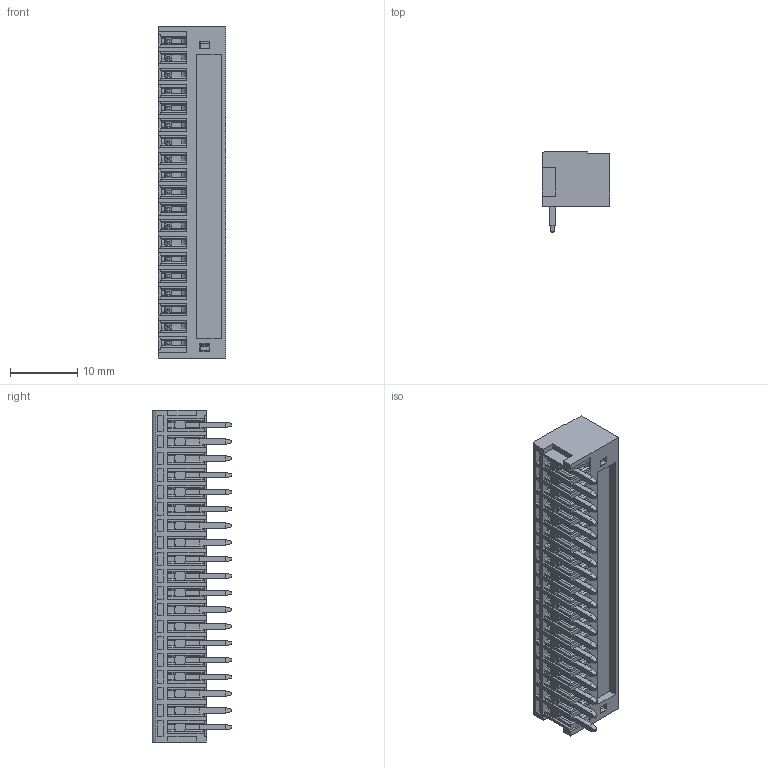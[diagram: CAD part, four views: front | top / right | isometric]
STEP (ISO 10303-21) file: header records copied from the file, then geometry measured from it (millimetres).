
FILE_DESCRIPTION((''),'2;1');
FILE_NAME('TLPHC-006R-17P','2024-09-18T',('sheji'),(''),'PRO/ENGINEER BY PARAMETRIC TECHNOLOGY CORPORATION, 2015240','PRO/ENGINEER BY PARAMETRIC TECHNOLOGY CORPORATION, 2015240','');
FILE_SCHEMA(('CONFIG_CONTROL_DESIGN'));
Length unit declared in the file: millimetre
Products named in the file (1): TLPHC-006R-17P
Bounding box: 10.1 x 11.9 x 49.4 mm (x, y, z)
Volume: 2162.1 mm3; surface area: 4353.6 mm2
Topology: 1 solids, 1 shells, 1765 faces, 4676 edges, 2972 vertices
Faces by surface type: plane 1536, cylinder 153, cone 76
Entity records: 53501 total; most frequent: CARTESIAN_POINT 9602, ORIENTED_EDGE 9352, DIRECTION 8607, EDGE_CURVE 4676, VECTOR 4161, LINE 4161, VERTEX_POINT 2972, AXIS2_PLACEMENT_3D 2223
